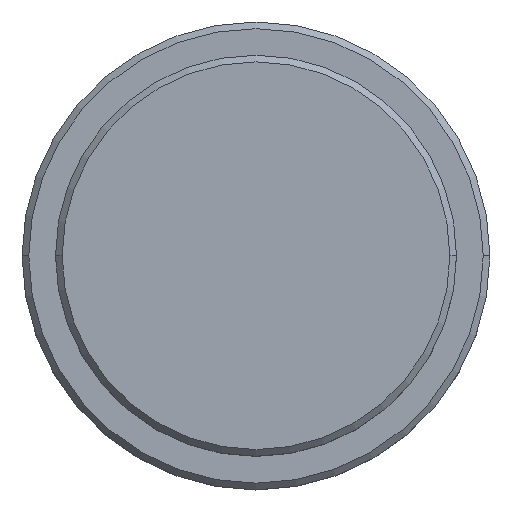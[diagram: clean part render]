
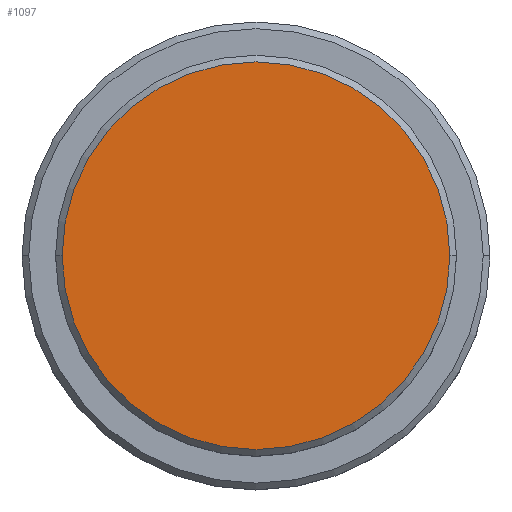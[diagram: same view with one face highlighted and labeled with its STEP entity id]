
A CAD part, top view. The second image highlights one B-rep face of the part: STEP entity #1097.
In plain terms, the highlighted planar face has unit normal (0, 0, 1).
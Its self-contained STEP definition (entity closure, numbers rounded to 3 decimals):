
#79 = DIRECTION ( 'NONE',  ( 0., 0., 1. ) ) ;
#132 = CARTESIAN_POINT ( 'NONE',  ( 0., 0., 0. ) ) ;
#176 = CARTESIAN_POINT ( 'NONE',  ( 14.5, 0., 0. ) ) ;
#200 = VERTEX_POINT ( 'NONE', #176 ) ;
#268 = CARTESIAN_POINT ( 'NONE',  ( -14.5, 0., 0. ) ) ;
#274 = DIRECTION ( 'NONE',  ( 1., 0., 0. ) ) ;
#455 = CIRCLE ( 'NONE', #992, 14.5 ) ;
#613 = DIRECTION ( 'NONE',  ( 1., 0., 0. ) ) ;
#629 = ORIENTED_EDGE ( 'NONE', *, *, #1416, .T. ) ;
#713 = CARTESIAN_POINT ( 'NONE',  ( 0., 0., 0. ) ) ;
#720 = EDGE_LOOP ( 'NONE', ( #1011, #629 ) ) ;
#743 = PLANE ( 'NONE',  #900 ) ;
#900 = AXIS2_PLACEMENT_3D ( 'NONE', #1063, #941, #613 ) ;
#941 = DIRECTION ( 'NONE',  ( 0., 0., 1. ) ) ;
#992 = AXIS2_PLACEMENT_3D ( 'NONE', #132, #1022, #1219 ) ;
#1011 = ORIENTED_EDGE ( 'NONE', *, *, #1098, .T. ) ;
#1022 = DIRECTION ( 'NONE',  ( 0., 0., 1. ) ) ;
#1032 = AXIS2_PLACEMENT_3D ( 'NONE', #713, #79, #274 ) ;
#1063 = CARTESIAN_POINT ( 'NONE',  ( 0., 0., 0. ) ) ;
#1097 = ADVANCED_FACE ( 'NONE', ( #1273 ), #743, .T. ) ;
#1098 = EDGE_CURVE ( 'NONE', #1125, #200, #1157, .T. ) ;
#1125 = VERTEX_POINT ( 'NONE', #268 ) ;
#1157 = CIRCLE ( 'NONE', #1032, 14.5 ) ;
#1219 = DIRECTION ( 'NONE',  ( 1., 0., 0. ) ) ;
#1273 = FACE_OUTER_BOUND ( 'NONE', #720, .T. ) ;
#1416 = EDGE_CURVE ( 'NONE', #200, #1125, #455, .T. ) ;
